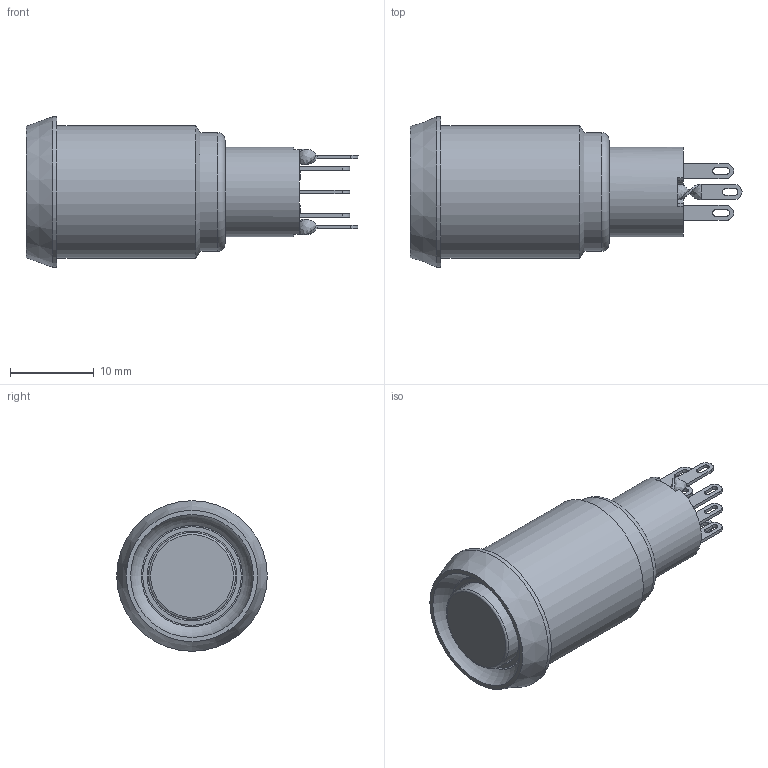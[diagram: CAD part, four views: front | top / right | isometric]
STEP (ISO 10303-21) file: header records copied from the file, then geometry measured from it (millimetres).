
FILE_DESCRIPTION((' '),'2;1');
FILE_NAME('PV3WG2H0xx-3xx.stp','2017-07-28T09:35:47',(' '),(' '),' ','ACIS',' ');
FILE_SCHEMA(('CONFIG_CONTROL_DESIGN'));
Length unit declared in the file: inch
Products named in the file (4): PV3WG2H0xx-3xx.stp; Body1; Body2; Body3
Assembly tree (3 placements, depth 2):
  PV3WG2H0xx-3xx.stp
    Body1
    Body2
    Body3
Bounding box: 39.7 x 18 x 18 mm (x, y, z)
Volume: 3855.8 mm3; surface area: 3923.7 mm2
Topology: 3 solids, 3 shells, 133 faces, 343 edges, 231 vertices
Faces by surface type: plane 83, cylinder 36, bspline 8, torus 4, cone 2
Full cylindrical faces by diameter (mm): 9.6 x1, 10.4 x1, 10.7 x1, 10.75 x1, 11.8 x1, 12 x1, 12.1 x1, 14.16 x1, 15.9 x1, 18 x1
Entity records: 5033 total; most frequent: CARTESIAN_POINT 1272, DIRECTION 656, ORIENTED_EDGE 640, EDGE_CURVE 320, VECTOR 232, LINE 232, VERTEX_POINT 224, AXIS2_PLACEMENT_3D 212
